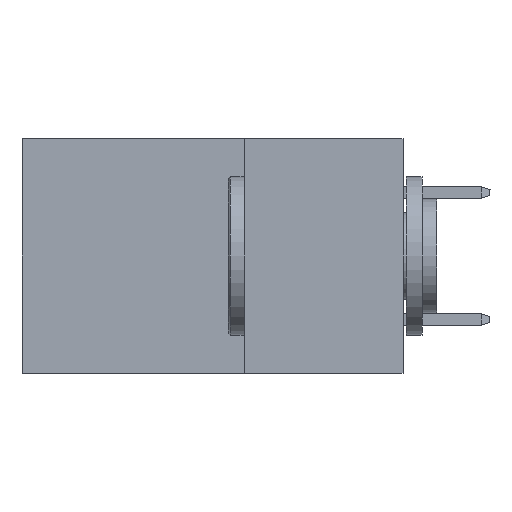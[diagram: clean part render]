
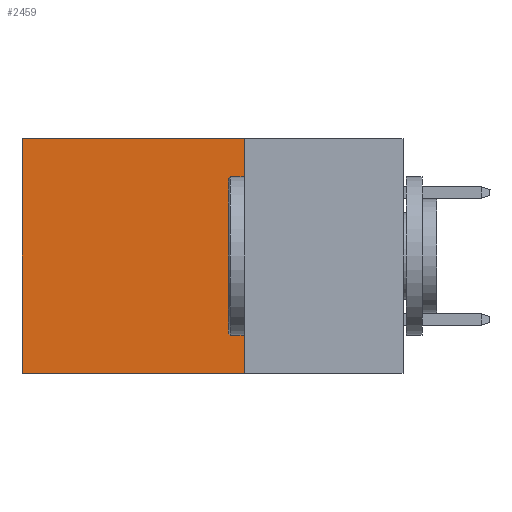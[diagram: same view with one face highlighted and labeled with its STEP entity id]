
A CAD part, left-side view. The second image highlights one B-rep face of the part: STEP entity #2459.
In plain terms, the highlighted planar face has unit normal (-1, 0, 0).
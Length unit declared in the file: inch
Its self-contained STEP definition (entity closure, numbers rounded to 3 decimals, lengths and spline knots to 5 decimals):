
#174 = CARTESIAN_POINT ( 'NONE',  ( 0.2875, 0.25, 0. ) ) ;
#547 = CARTESIAN_POINT ( 'NONE',  ( 0.2875, 0.25, -0.37 ) ) ;
#1862 = DIRECTION ( 'NONE',  ( 0., 0., -1. ) ) ;
#2459 = ADVANCED_FACE ( 'NONE', ( #4477 ), #18081, .F. ) ;
#2835 = EDGE_LOOP ( 'NONE', ( #10384, #4282, #3209, #18027 ) ) ;
#3209 = ORIENTED_EDGE ( 'NONE', *, *, #21074, .F. ) ;
#4282 = ORIENTED_EDGE ( 'NONE', *, *, #19486, .F. ) ;
#4477 = FACE_OUTER_BOUND ( 'NONE', #2835, .T. ) ;
#4961 = DIRECTION ( 'NONE',  ( 0., 0., -1. ) ) ;
#6872 = LINE ( 'NONE', #16857, #7077 ) ;
#7077 = VECTOR ( 'NONE', #4961, 39.37008 ) ;
#7192 = VECTOR ( 'NONE', #1862, 39.37008 ) ;
#8411 = LINE ( 'NONE', #10102, #7192 ) ;
#8513 = VECTOR ( 'NONE', #10738, 39.37008 ) ;
#9149 = LINE ( 'NONE', #20572, #8513 ) ;
#10102 = CARTESIAN_POINT ( 'NONE',  ( 0.2875, 0.6, 0. ) ) ;
#10384 = ORIENTED_EDGE ( 'NONE', *, *, #20581, .T. ) ;
#10738 = DIRECTION ( 'NONE',  ( 0., 1., 0. ) ) ;
#10981 = CARTESIAN_POINT ( 'NONE',  ( 0.2875, 0.25, 0. ) ) ;
#11032 = VERTEX_POINT ( 'NONE', #16103 ) ;
#11090 = VERTEX_POINT ( 'NONE', #174 ) ;
#11744 = EDGE_CURVE ( 'NONE', #11090, #16612, #9149, .T. ) ;
#11815 = DIRECTION ( 'NONE',  ( 0., 1., 0. ) ) ;
#12108 = AXIS2_PLACEMENT_3D ( 'NONE', #10981, #17646, #16243 ) ;
#14938 = CARTESIAN_POINT ( 'NONE',  ( 0.2875, 0.6, 0. ) ) ;
#16103 = CARTESIAN_POINT ( 'NONE',  ( 0.2875, 0.6, -0.37 ) ) ;
#16243 = DIRECTION ( 'NONE',  ( 0., 0., -1. ) ) ;
#16612 = VERTEX_POINT ( 'NONE', #14938 ) ;
#16857 = CARTESIAN_POINT ( 'NONE',  ( 0.2875, 0.25, 0. ) ) ;
#16895 = VERTEX_POINT ( 'NONE', #18584 ) ;
#17181 = VECTOR ( 'NONE', #11815, 39.37008 ) ;
#17646 = DIRECTION ( 'NONE',  ( 1., 0., 0. ) ) ;
#18027 = ORIENTED_EDGE ( 'NONE', *, *, #11744, .T. ) ;
#18081 = PLANE ( 'NONE',  #12108 ) ;
#18584 = CARTESIAN_POINT ( 'NONE',  ( 0.2875, 0.25, -0.37 ) ) ;
#19486 = EDGE_CURVE ( 'NONE', #16895, #11032, #20476, .T. ) ;
#20476 = LINE ( 'NONE', #547, #17181 ) ;
#20572 = CARTESIAN_POINT ( 'NONE',  ( 0.2875, 0.25, 0. ) ) ;
#20581 = EDGE_CURVE ( 'NONE', #16612, #11032, #8411, .T. ) ;
#21074 = EDGE_CURVE ( 'NONE', #11090, #16895, #6872, .T. ) ;
